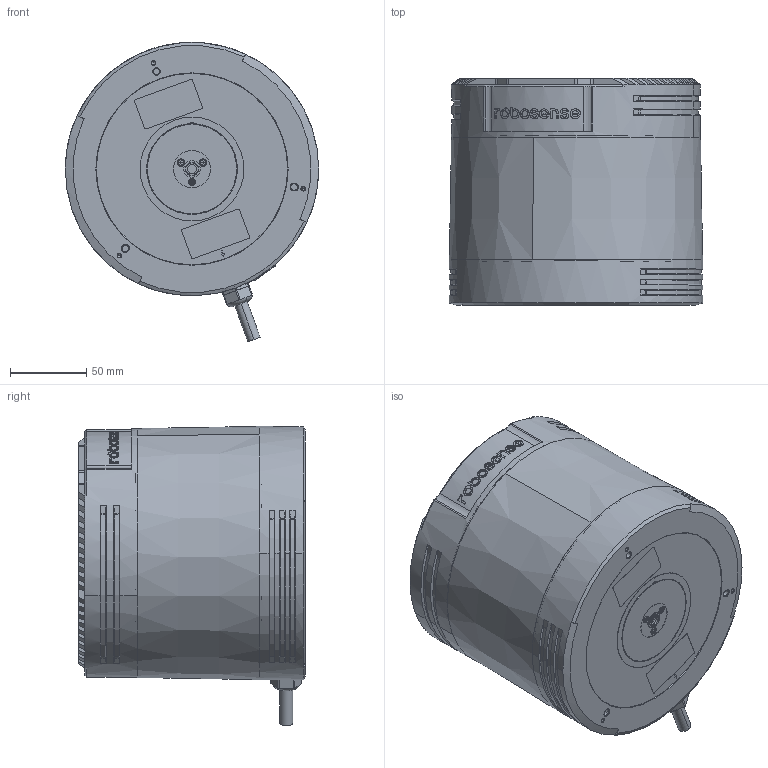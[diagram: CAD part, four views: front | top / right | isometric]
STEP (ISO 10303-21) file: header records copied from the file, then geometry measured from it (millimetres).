
FILE_DESCRIPTION((''),'2;1');
FILE_NAME('00_RUBY_ASM','2020-01-17T17:37:54',('ldeng'),(''),'CREO PARAMETRIC BY PTC INC, 2018190','CREO PARAMETRIC BY PTC INC, 2018190','');
FILE_SCHEMA(('CONFIG_CONTROL_DESIGN'));
Length unit declared in the file: millimetre
Products named in the file (20): 20202-0082-00_128_0003; 0006; 20202-0082-00_128_0002_ASM; 20202-0083-00_128_0001; 20202-0087-00_128_0001; 20404-0016-00_128_0001; 20205-0029-00_128_0001; 25CMNF-0001; GB-T70-M3X8; 20202-0082-00_128_0001_ASM; _FSF000; 20107-0033-00_128_0001; 20404-0014-00_128_0001; 02_128_RUBY_0001_ASM; 20202-0084-00_128_0001; 12002-0004-00_128_0002; 20404-0013-00_128_0001; 20208-0037-00_M5X10001; 03_128_RUBY_0001_ASM; 00_RUBY_ASM
Assembly tree (34 placements, depth 5):
  00_RUBY_ASM
    02_128_RUBY_0001_ASM
      20202-0082-00_128_0001_ASM
        20202-0082-00_128_0002_ASM
          20202-0082-00_128_0003
          0006
        20202-0083-00_128_0001
        20202-0087-00_128_0001
        20404-0016-00_128_0001
        20205-0029-00_128_0001
        25CMNF-0001  x11
        GB-T70-M3X8  x5
      _FSF000
      20107-0033-00_128_0001
      20404-0014-00_128_0001
    03_128_RUBY_0001_ASM
      20202-0084-00_128_0001
      20404-0014-00_128_0001
      12002-0004-00_128_0002
      20404-0013-00_128_0001
      20208-0037-00_M5X10001
Bounding box: 166 x 148.5 x 196.09 mm (x, y, z)
Volume: 454000.2 mm3; surface area: 324548.9 mm2
Topology: 30 solids, 71 shells, 2192 faces, 5691 edges, 3681 vertices
Faces by surface type: plane 970, cylinder 743, cone 299, bspline 82, extrusion 64, torus 34
Entity records: 61954 total; most frequent: CARTESIAN_POINT 16468, DIRECTION 9504, ORIENTED_EDGE 9368, EDGE_CURVE 4741, AXIS2_PLACEMENT_3D 3546, VERTEX_POINT 3075, VECTOR 2412, LINE 2348
